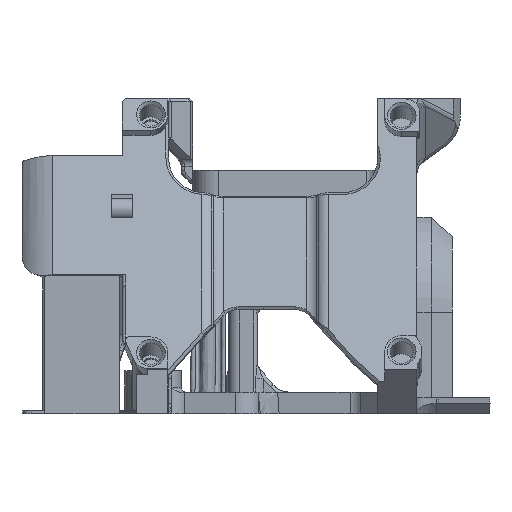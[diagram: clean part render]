
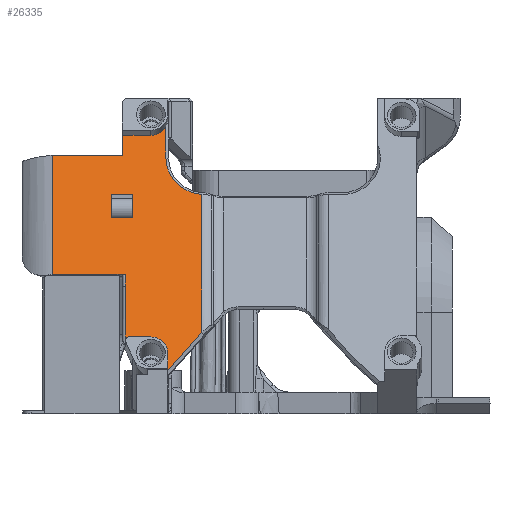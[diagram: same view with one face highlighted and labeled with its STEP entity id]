
A CAD part, left-side view. The second image highlights one B-rep face of the part: STEP entity #26335.
In plain terms, the highlighted planar face has unit normal (-0.94, 0, 0.342).
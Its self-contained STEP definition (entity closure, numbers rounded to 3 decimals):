
#1009=LINE('',#38572,#2791);
#1010=LINE('',#38575,#2792);
#1011=LINE('',#38577,#2793);
#1012=LINE('',#38579,#2794);
#1013=LINE('',#38580,#2795);
#1014=LINE('',#38585,#2796);
#1015=LINE('',#38589,#2797);
#1016=LINE('',#38591,#2798);
#1017=LINE('',#38593,#2799);
#1018=LINE('',#38597,#2800);
#1019=LINE('',#38601,#2801);
#1020=LINE('',#38608,#2802);
#1021=LINE('',#38610,#2803);
#1022=LINE('',#38612,#2804);
#1023=LINE('',#38614,#2805);
#2791=VECTOR('',#31009,1000.);
#2792=VECTOR('',#31010,1000.);
#2793=VECTOR('',#31011,1000.);
#2794=VECTOR('',#31012,1000.);
#2795=VECTOR('',#31013,1000.);
#2796=VECTOR('',#31016,1000.);
#2797=VECTOR('',#31019,1000.);
#2798=VECTOR('',#31020,1000.);
#2799=VECTOR('',#31021,1000.);
#2800=VECTOR('',#31024,1000.);
#2801=VECTOR('',#31027,1000.);
#2802=VECTOR('',#31028,1000.);
#2803=VECTOR('',#31029,1000.);
#2804=VECTOR('',#31030,1000.);
#2805=VECTOR('',#31031,1000.);
#4376=PLANE('',#28073);
#4971=B_SPLINE_CURVE_WITH_KNOTS('',3,(#38603,#38604,#38605,#38606),
 .UNSPECIFIED.,.F.,.F.,(4,4),(0.,0.06),.UNSPECIFIED.);
#4972=B_SPLINE_CURVE_WITH_KNOTS('',3,(#38616,#38617,#38618,#38619),
 .UNSPECIFIED.,.F.,.F.,(4,4),(0.02,0.022),
 .UNSPECIFIED.);
#6578=ORIENTED_EDGE('',*,*,#14854,.F.);
#6579=ORIENTED_EDGE('',*,*,#14855,.T.);
#6580=ORIENTED_EDGE('',*,*,#14856,.T.);
#6581=ORIENTED_EDGE('',*,*,#14857,.T.);
#6582=ORIENTED_EDGE('',*,*,#14858,.T.);
#6583=ORIENTED_EDGE('',*,*,#14859,.F.);
#6584=ORIENTED_EDGE('',*,*,#14860,.T.);
#6585=ORIENTED_EDGE('',*,*,#14861,.F.);
#6586=ORIENTED_EDGE('',*,*,#14862,.F.);
#6587=ORIENTED_EDGE('',*,*,#14863,.T.);
#6588=ORIENTED_EDGE('',*,*,#14864,.T.);
#6589=ORIENTED_EDGE('',*,*,#14865,.T.);
#6590=ORIENTED_EDGE('',*,*,#14866,.T.);
#6591=ORIENTED_EDGE('',*,*,#14867,.F.);
#6592=ORIENTED_EDGE('',*,*,#14868,.F.);
#6593=ORIENTED_EDGE('',*,*,#14869,.F.);
#6594=ORIENTED_EDGE('',*,*,#14870,.F.);
#6595=ORIENTED_EDGE('',*,*,#14871,.F.);
#6596=ORIENTED_EDGE('',*,*,#14872,.F.);
#6597=ORIENTED_EDGE('',*,*,#14873,.F.);
#6598=ORIENTED_EDGE('',*,*,#14874,.T.);
#14854=EDGE_CURVE('',#18991,#18992,#1009,.T.);
#14855=EDGE_CURVE('',#18991,#18993,#1010,.T.);
#14856=EDGE_CURVE('',#18993,#18994,#1011,.T.);
#14857=EDGE_CURVE('',#18994,#18992,#1012,.T.);
#14858=EDGE_CURVE('',#18995,#18996,#1013,.F.);
#14859=EDGE_CURVE('',#18997,#18996,#21360,.F.);
#14860=EDGE_CURVE('',#18997,#18998,#1014,.T.);
#14861=EDGE_CURVE('',#18999,#18998,#21361,.T.);
#14862=EDGE_CURVE('',#19000,#18999,#1015,.T.);
#14863=EDGE_CURVE('',#19000,#19001,#1016,.T.);
#14864=EDGE_CURVE('',#19001,#19002,#1017,.T.);
#14865=EDGE_CURVE('',#19002,#19003,#21362,.T.);
#14866=EDGE_CURVE('',#19003,#19004,#1018,.T.);
#14867=EDGE_CURVE('',#19005,#19004,#21363,.T.);
#14868=EDGE_CURVE('',#19006,#19005,#1019,.T.);
#14869=EDGE_CURVE('',#19007,#19006,#4971,.F.);
#14870=EDGE_CURVE('',#19008,#19007,#1020,.T.);
#14871=EDGE_CURVE('',#19009,#19008,#1021,.T.);
#14872=EDGE_CURVE('',#19010,#19009,#1022,.T.);
#14873=EDGE_CURVE('',#19011,#19010,#1023,.T.);
#14874=EDGE_CURVE('',#19011,#18995,#4972,.T.);
#18991=VERTEX_POINT('',#38573);
#18992=VERTEX_POINT('',#38574);
#18993=VERTEX_POINT('',#38576);
#18994=VERTEX_POINT('',#38578);
#18995=VERTEX_POINT('',#38581);
#18996=VERTEX_POINT('',#38582);
#18997=VERTEX_POINT('',#38584);
#18998=VERTEX_POINT('',#38586);
#18999=VERTEX_POINT('',#38588);
#19000=VERTEX_POINT('',#38590);
#19001=VERTEX_POINT('',#38592);
#19002=VERTEX_POINT('',#38594);
#19003=VERTEX_POINT('',#38596);
#19004=VERTEX_POINT('',#38598);
#19005=VERTEX_POINT('',#38600);
#19006=VERTEX_POINT('',#38602);
#19007=VERTEX_POINT('',#38607);
#19008=VERTEX_POINT('',#38609);
#19009=VERTEX_POINT('',#38611);
#19010=VERTEX_POINT('',#38613);
#19011=VERTEX_POINT('',#38615);
#21360=CIRCLE('',#28074,0.5);
#21361=CIRCLE('',#28075,2.35);
#21362=CIRCLE('',#28076,5.4);
#21363=CIRCLE('',#28077,2.35);
#22374=EDGE_LOOP('',(#6578,#6579,#6580,#6581));
#22375=EDGE_LOOP('',(#6582,#6583,#6584,#6585,#6586,#6587,#6588,#6589,#6590,
#6591,#6592,#6593,#6594,#6595,#6596,#6597,#6598));
#24086=FACE_BOUND('',#22374,.T.);
#24087=FACE_BOUND('',#22375,.T.);
#26335=ADVANCED_FACE('',(#24086,#24087),#4376,.T.);
#28073=AXIS2_PLACEMENT_3D('',#38571,#31007,#31008);
#28074=AXIS2_PLACEMENT_3D('',#38583,#31014,#31015);
#28075=AXIS2_PLACEMENT_3D('',#38587,#31017,#31018);
#28076=AXIS2_PLACEMENT_3D('',#38595,#31022,#31023);
#28077=AXIS2_PLACEMENT_3D('',#38599,#31025,#31026);
#31007=DIRECTION('',(-0.94,0.,0.342));
#31008=DIRECTION('',(-0.342,0.,-0.94));
#31009=DIRECTION('',(0.342,0.,0.94));
#31010=DIRECTION('',(0.,1.,0.));
#31011=DIRECTION('',(0.342,0.,0.94));
#31012=DIRECTION('',(0.,-1.,0.));
#31013=DIRECTION('',(0.342,0.,0.94));
#31014=DIRECTION('',(0.94,0.,-0.342));
#31015=DIRECTION('',(0.342,0.,0.94));
#31016=DIRECTION('',(0.,-1.,0.));
#31017=DIRECTION('',(-0.94,0.,0.342));
#31018=DIRECTION('',(-0.342,0.,-0.94));
#31019=DIRECTION('',(0.342,0.,0.94));
#31020=DIRECTION('',(0.262,-0.643,0.72));
#31021=DIRECTION('',(0.342,0.,0.94));
#31022=DIRECTION('',(0.94,0.,-0.342));
#31023=DIRECTION('',(0.342,0.,0.94));
#31024=DIRECTION('',(0.342,0.,0.94));
#31025=DIRECTION('',(-0.94,0.,0.342));
#31026=DIRECTION('',(-0.342,0.,-0.94));
#31027=DIRECTION('',(0.,-1.,0.));
#31028=DIRECTION('',(0.342,0.,0.94));
#31029=DIRECTION('',(0.,-1.,0.));
#31030=DIRECTION('',(0.342,0.,0.94));
#31031=DIRECTION('',(0.,1.,0.));
#38571=CARTESIAN_POINT('',(-143.233,143.625,7.513));
#38572=CARTESIAN_POINT('',(-143.233,146.125,7.513));
#38573=CARTESIAN_POINT('',(-136.025,146.125,27.318));
#38574=CARTESIAN_POINT('',(-134.842,146.125,30.57));
#38575=CARTESIAN_POINT('',(-136.025,149.125,27.318));
#38576=CARTESIAN_POINT('',(-136.025,149.125,27.318));
#38577=CARTESIAN_POINT('',(-143.233,149.125,7.513));
#38578=CARTESIAN_POINT('',(-134.842,149.125,30.57));
#38579=CARTESIAN_POINT('',(-134.842,146.125,30.57));
#38580=CARTESIAN_POINT('',(-143.233,147.174,7.513));
#38581=CARTESIAN_POINT('',(-139.495,147.174,17.785));
#38582=CARTESIAN_POINT('',(-142.438,147.174,9.699));
#38583=CARTESIAN_POINT('',(-142.498,146.706,9.534));
#38584=CARTESIAN_POINT('',(-142.327,146.706,10.004));
#38585=CARTESIAN_POINT('',(-142.327,143.625,10.004));
#38586=CARTESIAN_POINT('',(-142.327,143.625,10.004));
#38587=CARTESIAN_POINT('',(-143.131,143.625,7.795));
#38588=CARTESIAN_POINT('',(-143.131,141.275,7.795));
#38589=CARTESIAN_POINT('',(-130.237,141.275,43.222));
#38590=CARTESIAN_POINT('',(-143.766,141.275,6.051));
#38591=CARTESIAN_POINT('',(-143.849,141.48,5.822));
#38592=CARTESIAN_POINT('',(-141.835,136.539,11.354));
#38593=CARTESIAN_POINT('',(-143.233,136.539,7.513));
#38594=CARTESIAN_POINT('',(-134.831,136.539,30.6));
#38595=CARTESIAN_POINT('',(-132.989,136.125,35.659));
#38596=CARTESIAN_POINT('',(-132.989,141.525,35.659));
#38597=CARTESIAN_POINT('',(-143.233,141.525,7.513));
#38598=CARTESIAN_POINT('',(-131.384,141.525,40.069));
#38599=CARTESIAN_POINT('',(-131.023,143.625,41.06));
#38600=CARTESIAN_POINT('',(-131.827,143.625,38.852));
#38601=CARTESIAN_POINT('',(-131.827,143.625,38.852));
#38602=CARTESIAN_POINT('',(-131.827,146.125,38.852));
#38603=CARTESIAN_POINT('',(-131.827,146.125,38.852));
#38604=CARTESIAN_POINT('',(-131.827,146.625,38.852));
#38605=CARTESIAN_POINT('',(-131.827,147.125,38.852));
#38606=CARTESIAN_POINT('',(-131.827,147.625,38.852));
#38607=CARTESIAN_POINT('',(-131.827,147.625,38.852));
#38608=CARTESIAN_POINT('',(-143.233,147.625,7.513));
#38609=CARTESIAN_POINT('',(-132.846,147.625,36.052));
#38610=CARTESIAN_POINT('',(-132.846,147.125,36.052));
#38611=CARTESIAN_POINT('',(-132.846,157.406,36.052));
#38612=CARTESIAN_POINT('',(-138.898,157.406,19.425));
#38613=CARTESIAN_POINT('',(-138.898,157.406,19.425));
#38614=CARTESIAN_POINT('',(-138.898,147.125,19.425));
#38615=CARTESIAN_POINT('',(-138.898,147.223,19.425));
#38616=CARTESIAN_POINT('',(-138.898,147.223,19.425));
#38617=CARTESIAN_POINT('',(-139.097,147.213,18.878));
#38618=CARTESIAN_POINT('',(-139.295,147.174,18.333));
#38619=CARTESIAN_POINT('',(-139.495,147.174,17.785));
